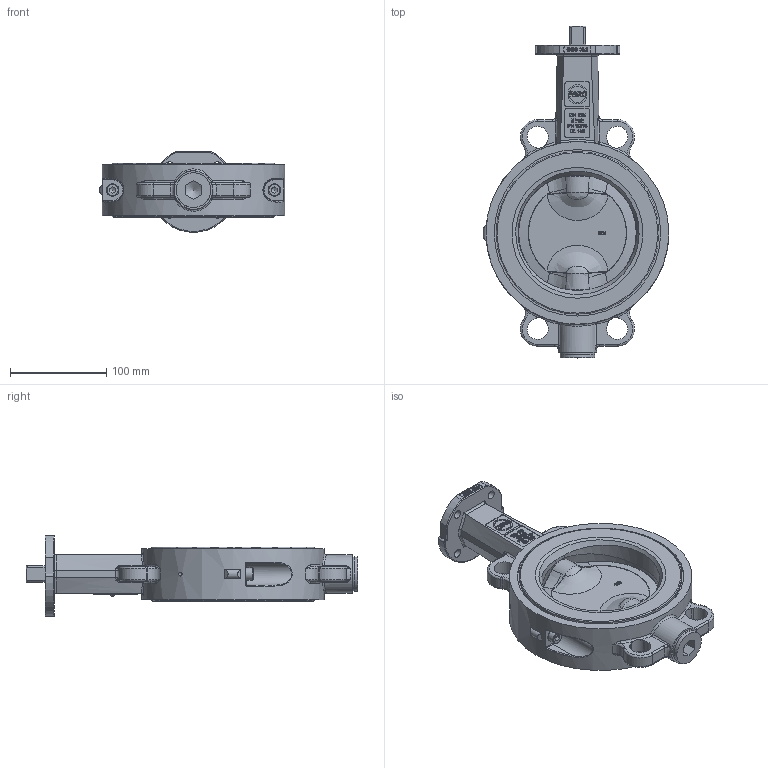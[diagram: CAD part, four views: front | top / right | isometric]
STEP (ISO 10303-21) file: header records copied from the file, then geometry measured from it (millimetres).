
FILE_DESCRIPTION((''),'2;1');
FILE_NAME('T211-A DN125.stp','2009-03-06T10:32:13',('hellwig'),(''),'Autodesk Inventor 2008','Autodesk Inventor 2008','');
FILE_SCHEMA(('AUTOMOTIVE_DESIGN { 1 0 10303 214 1 1 1 1 }'));
Length unit declared in the file: millimetre
Products named in the file (1): Bauteil2
Bounding box: 193 x 345 x 84 mm (x, y, z)
Volume: 1114214.5 mm3; surface area: 239449 mm2
Topology: 1 solids, 8 shells, 980 faces, 2530 edges, 1609 vertices
Faces by surface type: plane 394, bspline 392, cylinder 118, torus 39, cone 35, sphere 2
Full cylindrical faces by diameter (mm): 3 x2, 3.2 x2, 8 x2, 13 x2, 22 x3, 23 x1, 27 x1, 30.3 x1, 35.9 x1, 36 x1, 38 x2, 40 x1, 55.1 x1, 130.5 x1, 134 x1, 169 x2, 173 x1, 190 x1
Entity records: 42156 total; most frequent: CARTESIAN_POINT 20297, ORIENTED_EDGE 4762, DIRECTION 3328, EDGE_CURVE 2381, VERTEX_POINT 1573, VECTOR 1174, LINE 1174, EDGE_LOOP 1172
